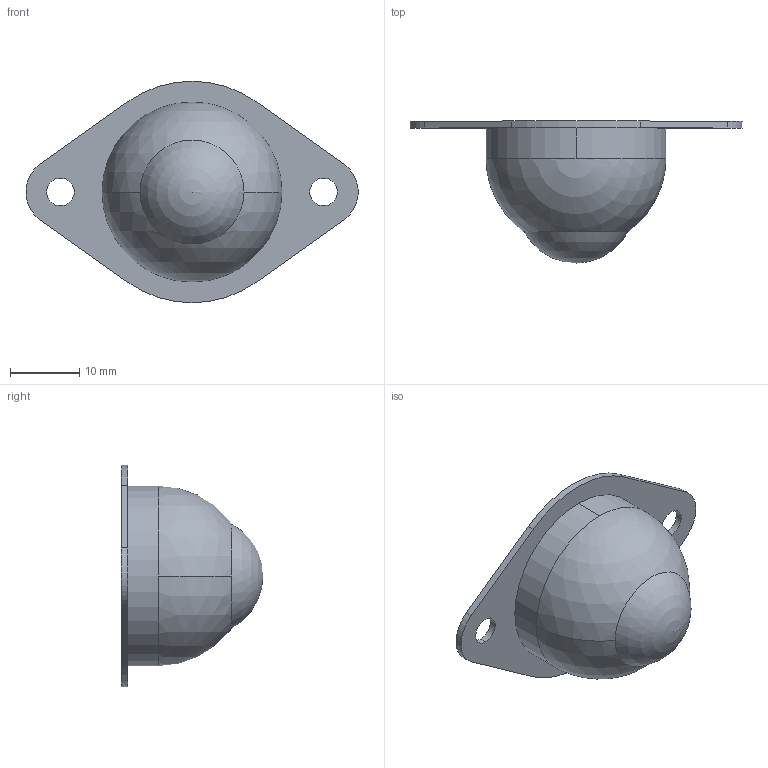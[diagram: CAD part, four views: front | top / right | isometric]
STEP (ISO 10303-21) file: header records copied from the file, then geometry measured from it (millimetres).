
FILE_DESCRIPTION (( 'STEP AP203' ), '1' );
FILE_NAME ('ballWheel.STEP', '2020-04-09T15:51:37', ( '' ), ( '' ), 'SwSTEP 2.0', 'SolidWorks 2018', '' );
FILE_SCHEMA (( 'CONFIG_CONTROL_DESIGN' ));
Length unit declared in the file: millimetre
Products named in the file (1): ballWheel
Bounding box: 47.96 x 20.5 x 32 mm (x, y, z)
Volume: 5118.1 mm3; surface area: 4991.2 mm2
Topology: 1 solids, 2 shells, 27 faces, 75 edges, 47 vertices
Faces by surface type: cylinder 13, sphere 7, plane 7
Entity records: 898 total; most frequent: DIRECTION 161, CARTESIAN_POINT 137, ORIENTED_EDGE 130, AXIS2_PLACEMENT_3D 68, EDGE_CURVE 65, VERTEX_POINT 44, CIRCLE 40, EDGE_LOOP 33
